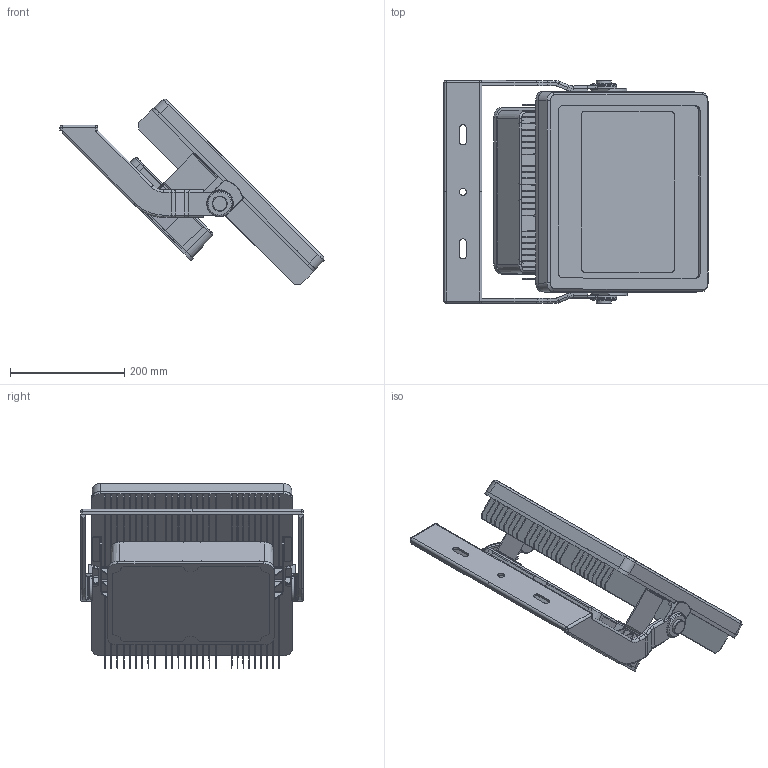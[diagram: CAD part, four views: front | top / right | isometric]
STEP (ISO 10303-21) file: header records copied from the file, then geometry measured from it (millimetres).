
FILE_DESCRIPTION (( 'STEP AP214' ), '1' );
FILE_NAME ('FL_H_M_300.STEP', '2024-08-16T07:11:18', ( '' ), ( '' ), 'SwSTEP 2.0', 'SolidWorks 2022', '' );
FILE_SCHEMA (( 'AUTOMOTIVE_DESIGN' ));
Length unit declared in the file: millimetre
Products named in the file (1): FL_H_M_300
Bounding box: 461.29 x 390.4 x 323.79 mm (x, y, z)
Volume: 2911824.2 mm3; surface area: 2055043.6 mm2
Topology: 13 solids, 13 shells, 1035 faces, 2847 edges, 1837 vertices
Faces by surface type: plane 468, cylinder 323, bspline 184, cone 54, sphere 4, torus 2
Full cylindrical faces by diameter (mm): 12 x1, 33.853 x2
Entity records: 54902 total; most frequent: CARTESIAN_POINT 19373, ORIENTED_EDGE 5626, DIRECTION 4221, EDGE_CURVE 2813, VERTEX_POINT 1826, LINE 1549, VECTOR 1549, AXIS2_PLACEMENT_3D 1336
